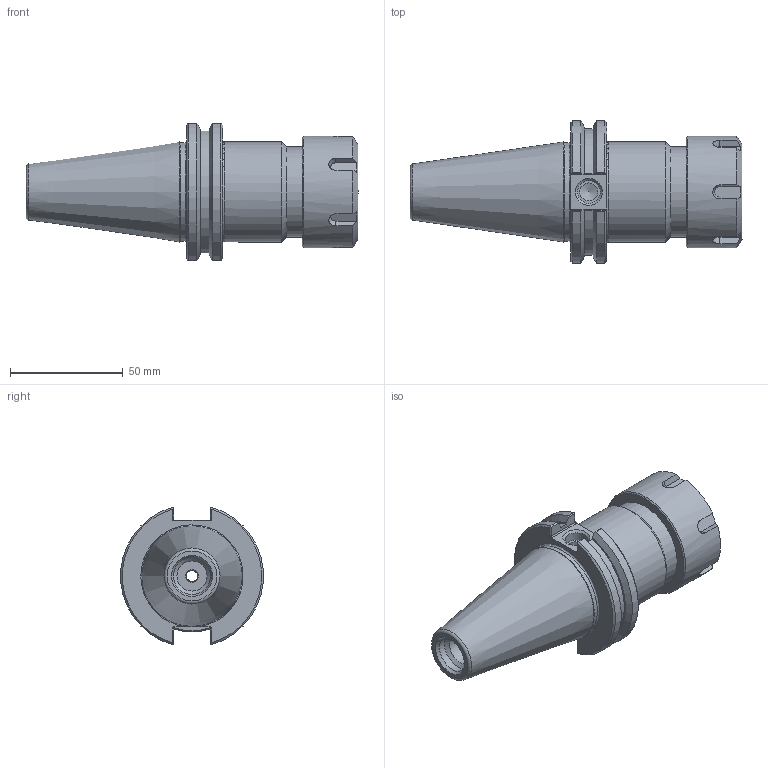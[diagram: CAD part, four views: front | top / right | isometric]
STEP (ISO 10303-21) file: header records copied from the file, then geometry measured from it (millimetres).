
FILE_DESCRIPTION((''),'2;1');
FILE_NAME('C40-32ER312.stp','2014-07-25T15:02:52',('kaykin'),(''),'Autodesk Inventor 2012','Autodesk Inventor 2012','');
FILE_SCHEMA(('AUTOMOTIVE_DESIGN { 1 0 10303 214 1 1 1 1 }'));
Length unit declared in the file: inch
Products named in the file (4): C40-32ER312; C40-32ER3-1; 32ERPN; BS-18
Assembly tree (3 placements, depth 2):
  C40-32ER312
    C40-32ER3-1
    32ERPN
    BS-18
Bounding box: 147.51 x 63.26 x 61.05 mm (x, y, z)
Volume: 158575.1 mm3; surface area: 40696.8 mm2
Topology: 3 solids, 3 shells, 148 faces, 367 edges, 229 vertices
Faces by surface type: plane 62, cone 41, cylinder 37, torus 8
Full cylindrical faces by diameter (mm): 7.112 x1, 8.001 x1, 10.135 x1, 13.386 x1, 16.459 x1, 17.78 x2, 18.923 x1, 20.447 x1, 23.495 x1, 27 x1, 30.48 x1, 33.147 x1, 38.684 x1, 40 x1, 40.513 x1, 43.942 x1, 44.45 x1, 49.733 x1
Entity records: 4300 total; most frequent: CARTESIAN_POINT 927, DIRECTION 656, ORIENTED_EDGE 610, EDGE_CURVE 305, AXIS2_PLACEMENT_3D 266, VERTEX_POINT 221, EDGE_LOOP 212, FACE_OUTER_BOUND 148
